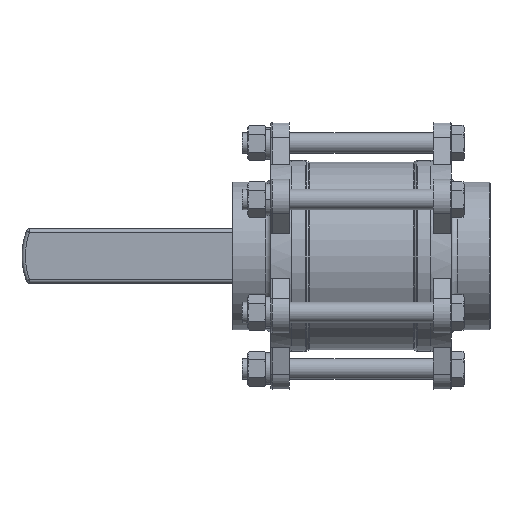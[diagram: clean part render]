
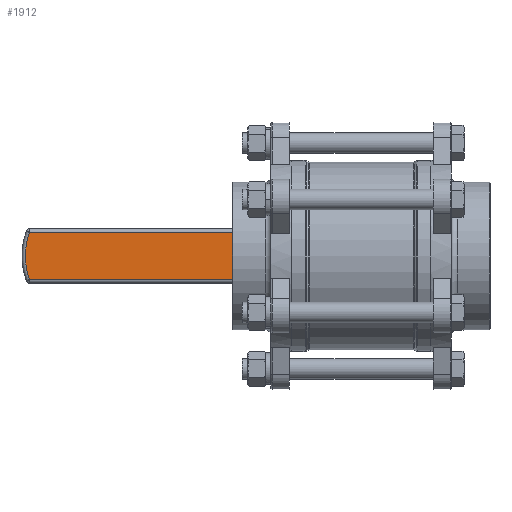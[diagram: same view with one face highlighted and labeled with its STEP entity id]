
A CAD part, left-side view. The second image highlights one B-rep face of the part: STEP entity #1912.
In plain terms, the highlighted face is planar.
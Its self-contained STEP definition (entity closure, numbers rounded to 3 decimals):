
#1912=ADVANCED_FACE('',(#3671),#3672,.F.);
#3671=FACE_OUTER_BOUND('',#7124,.T.);
#3672=PLANE('',#7125);
#7124=EDGE_LOOP('',(#10722,#10723,#10724,#10725));
#7125=AXIS2_PLACEMENT_3D('',#10726,#10727,#10728);
#10722=ORIENTED_EDGE('',*,*,#13460,.F.);
#10723=ORIENTED_EDGE('',*,*,#13461,.T.);
#10724=ORIENTED_EDGE('',*,*,#13462,.T.);
#10725=ORIENTED_EDGE('',*,*,#13463,.T.);
#10726=CARTESIAN_POINT('',(142.,0.,0.0));
#10727=DIRECTION('',(0.0,0.0,1.0));
#10728=DIRECTION('',(1.0,0.0,0.0));
#13460=EDGE_CURVE('',#15745,#15746,#15747,.T.);
#13461=EDGE_CURVE('',#15745,#15748,#15749,.F.);
#13462=EDGE_CURVE('',#15748,#15750,#15751,.F.);
#13463=EDGE_CURVE('',#15750,#15746,#15752,.F.);
#15745=VERTEX_POINT('',#20960);
#15746=VERTEX_POINT('',#20961);
#15747=LINE('',#20962,#20963);
#15748=VERTEX_POINT('',#20964);
#15749=LINE('',#20965,#20966);
#15750=VERTEX_POINT('',#20967);
#15751=CIRCLE('',#20968,60.);
#15752=LINE('',#20969,#20970);
#20960=CARTESIAN_POINT('',(0.,20.85,0.0));
#20961=CARTESIAN_POINT('',(0.,-20.85,0.0));
#20962=CARTESIAN_POINT('',(0.,23.85,0.0));
#20963=VECTOR('',#23438,1.0);
#20964=CARTESIAN_POINT('',(198.261,20.85,0.0));
#20965=CARTESIAN_POINT('',(142.,20.85,0.0));
#20966=VECTOR('',#23439,1.0);
#20967=CARTESIAN_POINT('',(198.261,-20.85,0.0));
#20968=AXIS2_PLACEMENT_3D('',#23440,#23441,#23442);
#20969=CARTESIAN_POINT('',(142.,-20.85,0.0));
#20970=VECTOR('',#23443,1.0);
#23438=DIRECTION('',(0.,-1.0,0.0));
#23439=DIRECTION('',(-1.0,0.,0.0));
#23440=CARTESIAN_POINT('',(142.,0.,0.0));
#23441=DIRECTION('',(0.0,0.0,1.0));
#23442=DIRECTION('',(1.0,0.0,0.0));
#23443=DIRECTION('',(1.0,0.,0.0));
